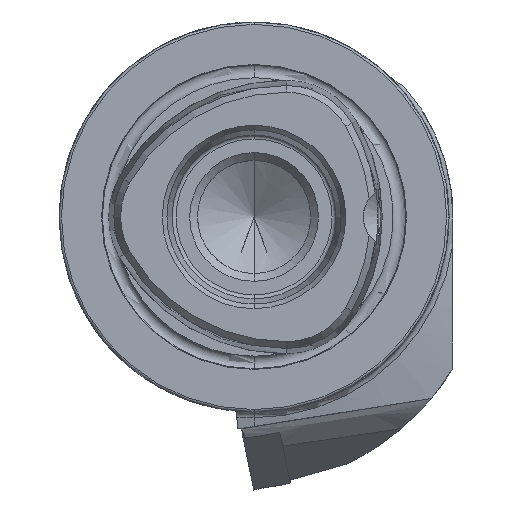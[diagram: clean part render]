
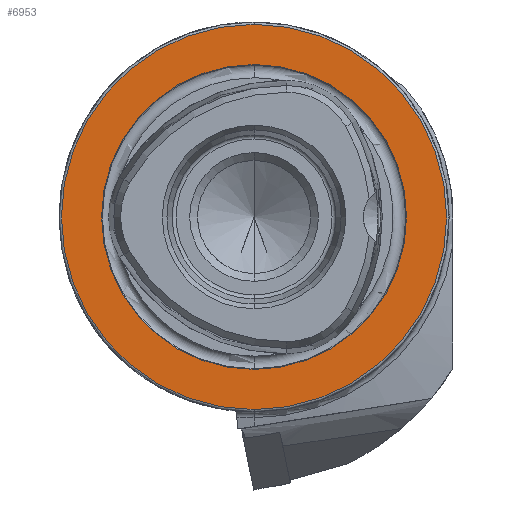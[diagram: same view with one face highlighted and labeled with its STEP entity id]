
A CAD part, left-side view. The second image highlights one B-rep face of the part: STEP entity #6953.
In plain terms, the highlighted planar face has unit normal (-1, 0, 0).
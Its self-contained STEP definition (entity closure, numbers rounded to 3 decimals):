
#85 = VERTEX_POINT ( 'NONE', #3763 ) ;
#88 = VERTEX_POINT ( 'NONE', #3768 ) ;
#89 = VERTEX_POINT ( 'NONE', #3770 ) ;
#102 = VERTEX_POINT ( 'NONE', #3792 ) ;
#828 = CARTESIAN_POINT ( 'NONE',  ( 0., 0., 0. ) ) ;
#829 = DIRECTION ( 'NONE',  ( -1., 0., 0. ) ) ;
#830 = DIRECTION ( 'NONE',  ( 0., 0., 1. ) ) ;
#968 = CIRCLE ( 'NONE', #4936, 19.55 ) ;
#2710 = CARTESIAN_POINT ( 'NONE',  ( 0., 0., 0. ) ) ;
#2711 = DIRECTION ( 'NONE',  ( -1., 0., 0. ) ) ;
#2712 = DIRECTION ( 'NONE',  ( 0., 0., 1. ) ) ;
#2724 = CARTESIAN_POINT ( 'NONE',  ( 0., 0., 0. ) ) ;
#2725 = DIRECTION ( 'NONE',  ( -1., 0., 0. ) ) ;
#2726 = DIRECTION ( 'NONE',  ( 0., 0., 1. ) ) ;
#3404 = CIRCLE ( 'NONE', #4860, 24.7 ) ;
#3406 = CIRCLE ( 'NONE', #4863, 19.55 ) ;
#3473 = CIRCLE ( 'NONE', #4895, 24.7 ) ;
#3763 = CARTESIAN_POINT ( 'NONE',  ( 0., 0., 24.7 ) ) ;
#3768 = CARTESIAN_POINT ( 'NONE',  ( 0., 0., -19.55 ) ) ;
#3770 = CARTESIAN_POINT ( 'NONE',  ( 0., 0., 19.55 ) ) ;
#3792 = CARTESIAN_POINT ( 'NONE',  ( 0., 0., -24.7 ) ) ;
#3919 = EDGE_LOOP ( 'NONE', ( #5160, #5161 ) ) ;
#3929 = EDGE_LOOP ( 'NONE', ( #5162, #5163 ) ) ;
#4677 = EDGE_CURVE ( 'NONE', #85, #102, #3404, .T. ) ;
#4681 = EDGE_CURVE ( 'NONE', #88, #89, #3406, .T. ) ;
#4860 = AXIS2_PLACEMENT_3D ( 'NONE', #2710, #2711, #2712 ) ;
#4863 = AXIS2_PLACEMENT_3D ( 'NONE', #2724, #2725, #2726 ) ;
#4895 = AXIS2_PLACEMENT_3D ( 'NONE', #8255, #8256, #8257 ) ;
#4936 = AXIS2_PLACEMENT_3D ( 'NONE', #828, #829, #830 ) ;
#5160 = ORIENTED_EDGE ( 'NONE', *, *, #6722, .F. ) ;
#5161 = ORIENTED_EDGE ( 'NONE', *, *, #4681, .F. ) ;
#5162 = ORIENTED_EDGE ( 'NONE', *, *, #4677, .T. ) ;
#5163 = ORIENTED_EDGE ( 'NONE', *, *, #6644, .T. ) ;
#5422 = AXIS2_PLACEMENT_3D ( 'NONE', #6150, #6158, #6160 ) ;
#6150 = CARTESIAN_POINT ( 'NONE',  ( 0., 19.55, 0. ) ) ;
#6156 = PLANE ( 'NONE',  #5422 ) ;
#6158 = DIRECTION ( 'NONE',  ( 1., 0., 0. ) ) ;
#6160 = DIRECTION ( 'NONE',  ( 0., 0., -1. ) ) ;
#6644 = EDGE_CURVE ( 'NONE', #102, #85, #3473, .T. ) ;
#6722 = EDGE_CURVE ( 'NONE', #89, #88, #968, .T. ) ;
#6953 = ADVANCED_FACE ( 'NONE', ( #7690, #7683 ), #6156, .F. ) ;
#7683 = FACE_OUTER_BOUND ( 'NONE', #3929, .T. ) ;
#7690 = FACE_BOUND ( 'NONE', #3919, .T. ) ;
#8255 = CARTESIAN_POINT ( 'NONE',  ( 0., 0., 0. ) ) ;
#8256 = DIRECTION ( 'NONE',  ( -1., 0., 0. ) ) ;
#8257 = DIRECTION ( 'NONE',  ( 0., 0., 1. ) ) ;
